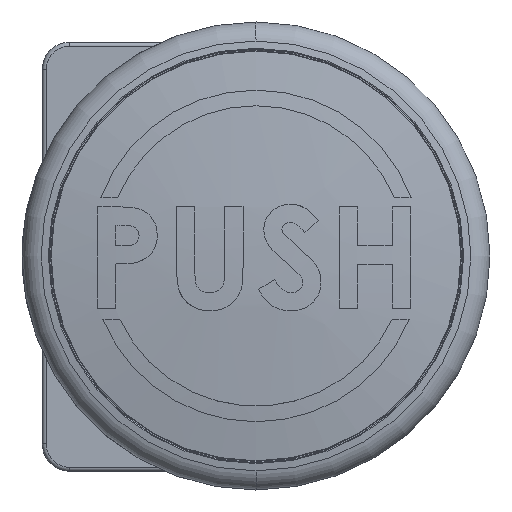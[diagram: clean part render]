
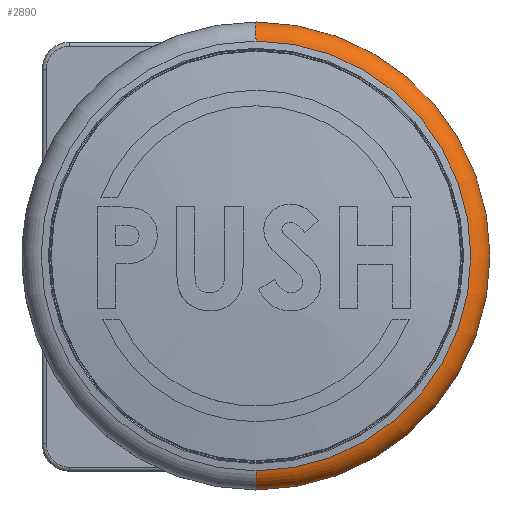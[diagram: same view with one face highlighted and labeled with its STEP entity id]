
A CAD part, top view. The second image highlights one B-rep face of the part: STEP entity #2890.
In plain terms, the highlighted toroidal (fillet/blend) face has major radius 27 mm and minor radius 3 mm.
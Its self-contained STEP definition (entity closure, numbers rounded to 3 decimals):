
#2890=ADVANCED_FACE('NONE',(#6602),#6603,.T.);
#6602=FACE_OUTER_BOUND('',#14240,.T.);
#6603=TOROIDAL_SURFACE('',#14241,27.0,3.0);
#14240=EDGE_LOOP('',(#36612,#36613,#36614,#36615));
#14241=AXIS2_PLACEMENT_3D('',#36616,#36617,#36618);
#36612=ORIENTED_EDGE('',*,*,#45795,.F.);
#36613=ORIENTED_EDGE('',*,*,#45796,.F.);
#36614=ORIENTED_EDGE('',*,*,#45797,.F.);
#36615=ORIENTED_EDGE('',*,*,#45789,.F.);
#36616=CARTESIAN_POINT('',(0.,0.,57.525));
#36617=DIRECTION('',(0.,0.,-1.0));
#36618=DIRECTION('',(0.,1.0,0.));
#45789=EDGE_CURVE('NONE',#51949,#51951,#51952,.T.);
#45795=EDGE_CURVE('',#51958,#51949,#51959,.T.);
#45796=EDGE_CURVE('NONE',#51960,#51958,#51961,.T.);
#45797=EDGE_CURVE('',#51951,#51960,#51962,.T.);
#51949=VERTEX_POINT('NONE',#63243);
#51951=VERTEX_POINT('',#63246);
#51952=CIRCLE('',#63247,30.0);
#51958=VERTEX_POINT('NONE',#63256);
#51959=CIRCLE('',#63257,3.0);
#51960=VERTEX_POINT('',#63258);
#51961=CIRCLE('',#63259,27.545);
#51962=CIRCLE('',#63260,3.0);
#63243=CARTESIAN_POINT('',(0.,30.0,57.525));
#63246=CARTESIAN_POINT('',(0.,-30.0,57.525));
#63247=AXIS2_PLACEMENT_3D('',#74902,#74903,#74904);
#63256=CARTESIAN_POINT('',(0.,27.545,60.475));
#63257=AXIS2_PLACEMENT_3D('',#74908,#74909,#74910);
#63258=CARTESIAN_POINT('',(0.,-27.545,60.475));
#63259=AXIS2_PLACEMENT_3D('',#74911,#74912,#74913);
#63260=AXIS2_PLACEMENT_3D('',#74914,#74915,#74916);
#74902=CARTESIAN_POINT('',(0.,0.,57.525));
#74903=DIRECTION('',(0.,0.,-1.0));
#74904=DIRECTION('',(0.,1.0,0.));
#74908=CARTESIAN_POINT('',(0.,27.0,57.525));
#74909=DIRECTION('',(-1.0,0.,0.));
#74910=DIRECTION('',(0.,1.0,0.));
#74911=CARTESIAN_POINT('',(0.,0.,60.475));
#74912=DIRECTION('',(0.,0.,1.0));
#74913=DIRECTION('',(0.,1.0,0.));
#74914=CARTESIAN_POINT('',(0.,-27.0,57.525));
#74915=DIRECTION('',(-1.0,0.,0.));
#74916=DIRECTION('',(0.,-1.0,0.));
